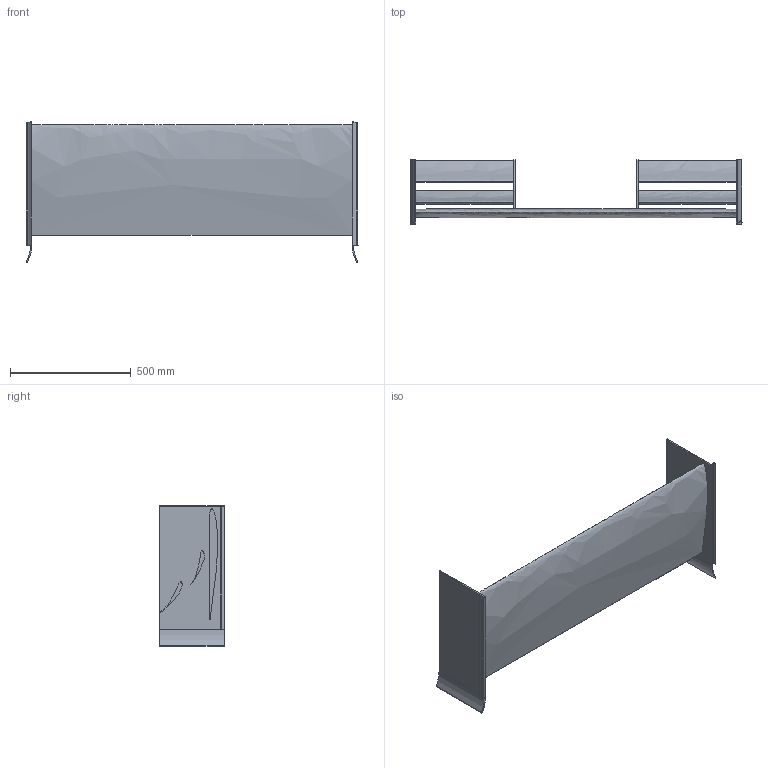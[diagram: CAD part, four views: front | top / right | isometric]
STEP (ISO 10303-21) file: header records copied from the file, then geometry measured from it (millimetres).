
FILE_DESCRIPTION (( 'STEP AP214' ), '1' );
FILE_NAME ('NFR_25_FrontWing_V2.STEP', '2024-10-16T00:21:54', ( '' ), ( '' ), 'SwSTEP 2.0', 'SolidWorks 2024', '' );
FILE_SCHEMA (( 'AUTOMOTIVE_DESIGN' ));
Length unit declared in the file: inch
Products named in the file (1): NFR_25_FrontWing_V2
Bounding box: 1374.18 x 267.5 x 580.96 mm (x, y, z)
Volume: 16841788.6 mm3; surface area: 2567707.7 mm2
Topology: 1 solids, 1 shells, 54 faces, 138 edges, 90 vertices
Faces by surface type: plane 27, bspline 15, cylinder 12
Entity records: 3277 total; most frequent: CARTESIAN_POINT 2020, ORIENTED_EDGE 276, DIRECTION 204, EDGE_CURVE 138, VERTEX_POINT 90, LINE 76, VECTOR 76, EDGE_LOOP 66
